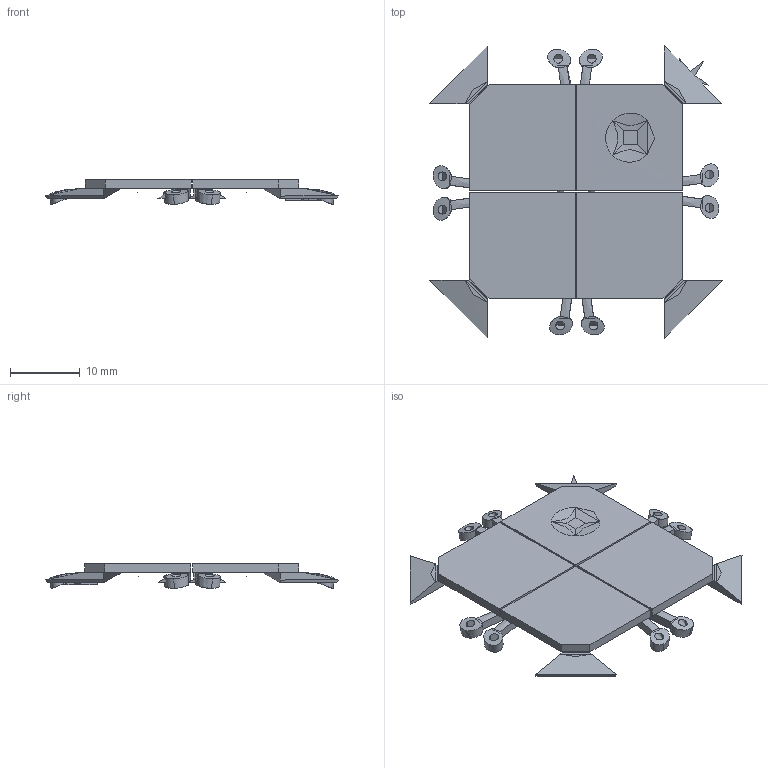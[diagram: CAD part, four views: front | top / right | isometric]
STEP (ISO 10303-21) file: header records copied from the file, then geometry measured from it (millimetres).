
FILE_DESCRIPTION(/* description */ (''),/* implementation_level */ '2;1');
FILE_NAME(/* name */ 'button',/* time_stamp */ '2015-05-06T16:54:06-07:00',/* author */ (''),/* organization */ (''),/* preprocessor_version */ 'ST-DEVELOPER v15',/* originating_system */ '',/* authorisation */ '');
FILE_SCHEMA (('AUTOMOTIVE_DESIGN'));
Length unit declared in the file: inch
Products named in the file (1): Document
Bounding box: 42.09 x 42.01 x 3.54 mm (x, y, z)
Volume: 1960.1 mm3
Topology: 21 solids, 37 shells, 253 faces, 599 edges, 349 vertices
Faces by surface type: bspline 196, plane 57
Entity records: 9780 total; most frequent: CARTESIAN_POINT 5903, ORIENTED_EDGE 1054, EDGE_CURVE 575, B_SPLINE_CURVE_WITH_KNOTS 467, VERTEX_POINT 349, EDGE_LOOP 270, ADVANCED_FACE 253, FACE_OUTER_BOUND 253
